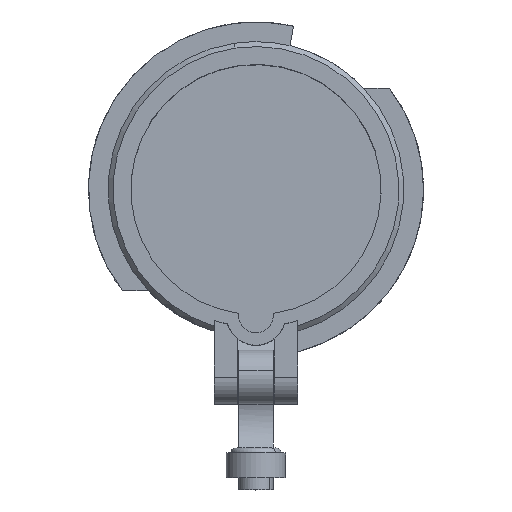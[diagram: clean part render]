
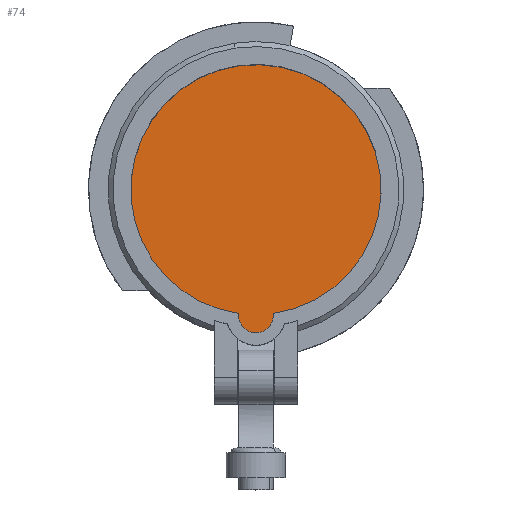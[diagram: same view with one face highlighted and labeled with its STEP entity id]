
A CAD part, top view. The second image highlights one B-rep face of the part: STEP entity #74.
In plain terms, the highlighted planar face has unit normal (0, 0, 1).
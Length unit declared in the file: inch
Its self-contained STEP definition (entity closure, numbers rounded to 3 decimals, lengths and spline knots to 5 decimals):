
#52 = VERTEX_POINT ( 'NONE', #987 ) ;
#74 = ADVANCED_FACE ( 'NONE', ( #751 ), #3563, .T. ) ;
#83 = LINE ( 'NONE', #2896, #4432 ) ;
#217 = EDGE_CURVE ( 'NONE', #4087, #52, #2277, .T. ) ;
#257 = EDGE_CURVE ( 'NONE', #1949, #679, #3278, .T. ) ;
#338 = CIRCLE ( 'NONE', #2394, 0.99803 ) ;
#421 = AXIS2_PLACEMENT_3D ( 'NONE', #1194, #2576, #3958 ) ;
#480 = AXIS2_PLACEMENT_3D ( 'NONE', #849, #2260, #2022 ) ;
#508 = ORIENTED_EDGE ( 'NONE', *, *, #3818, .F. ) ;
#538 = DIRECTION ( 'NONE',  ( 0., 0., -1. ) ) ;
#679 = VERTEX_POINT ( 'NONE', #4179 ) ;
#751 = FACE_OUTER_BOUND ( 'NONE', #3151, .T. ) ;
#849 = CARTESIAN_POINT ( 'NONE',  ( 0., -1.00591, 0.09843 ) ) ;
#933 = AXIS2_PLACEMENT_3D ( 'NONE', #2673, #538, #1991 ) ;
#987 = CARTESIAN_POINT ( 'NONE',  ( -0.1378, -0.98847, 0.09843 ) ) ;
#1048 = ORIENTED_EDGE ( 'NONE', *, *, #4350, .F. ) ;
#1194 = CARTESIAN_POINT ( 'NONE',  ( 0., -0.1239, 0.09843 ) ) ;
#1218 = CARTESIAN_POINT ( 'NONE',  ( 0.1378, -1.00591, 0.09843 ) ) ;
#1257 = DIRECTION ( 'NONE',  ( 0., 1., 0. ) ) ;
#1925 = ORIENTED_EDGE ( 'NONE', *, *, #257, .F. ) ;
#1949 = VERTEX_POINT ( 'NONE', #3820 ) ;
#1951 = DIRECTION ( 'NONE',  ( 0., 0., -1. ) ) ;
#1991 = DIRECTION ( 'NONE',  ( -0.138, 0.99, 0. ) ) ;
#2022 = DIRECTION ( 'NONE',  ( 1., 0., 0. ) ) ;
#2073 = CARTESIAN_POINT ( 'NONE',  ( -0.1378, -1.00591, 0.09843 ) ) ;
#2240 = EDGE_CURVE ( 'NONE', #679, #3196, #83, .T. ) ;
#2260 = DIRECTION ( 'NONE',  ( 0., 0., -1. ) ) ;
#2277 = LINE ( 'NONE', #4059, #4164 ) ;
#2358 = DIRECTION ( 'NONE',  ( -0.138, 0.99, 0. ) ) ;
#2394 = AXIS2_PLACEMENT_3D ( 'NONE', #3396, #1951, #2358 ) ;
#2465 = CIRCLE ( 'NONE', #480, 0.1378 ) ;
#2576 = DIRECTION ( 'NONE',  ( 0., 0., 1. ) ) ;
#2673 = CARTESIAN_POINT ( 'NONE',  ( 0., 0., 0.09843 ) ) ;
#2896 = CARTESIAN_POINT ( 'NONE',  ( 0.1378, -0.55619, 0.09843 ) ) ;
#3096 = ORIENTED_EDGE ( 'NONE', *, *, #2240, .F. ) ;
#3151 = EDGE_LOOP ( 'NONE', ( #3096, #1925, #1048, #3462, #508 ) ) ;
#3196 = VERTEX_POINT ( 'NONE', #1218 ) ;
#3278 = CIRCLE ( 'NONE', #933, 0.99803 ) ;
#3396 = CARTESIAN_POINT ( 'NONE',  ( 0., 0., 0.09843 ) ) ;
#3462 = ORIENTED_EDGE ( 'NONE', *, *, #217, .F. ) ;
#3561 = DIRECTION ( 'NONE',  ( 0., -1., 0. ) ) ;
#3563 = PLANE ( 'NONE',  #421 ) ;
#3818 = EDGE_CURVE ( 'NONE', #3196, #4087, #2465, .T. ) ;
#3820 = CARTESIAN_POINT ( 'NONE',  ( -0.1378, 0.98847, 0.09843 ) ) ;
#3958 = DIRECTION ( 'NONE',  ( 1., 0., 0. ) ) ;
#4059 = CARTESIAN_POINT ( 'NONE',  ( -0.1378, -0.5649, 0.09843 ) ) ;
#4087 = VERTEX_POINT ( 'NONE', #2073 ) ;
#4164 = VECTOR ( 'NONE', #1257, 39.37008 ) ;
#4179 = CARTESIAN_POINT ( 'NONE',  ( 0.1378, -0.98847, 0.09843 ) ) ;
#4350 = EDGE_CURVE ( 'NONE', #52, #1949, #338, .T. ) ;
#4432 = VECTOR ( 'NONE', #3561, 39.37008 ) ;
